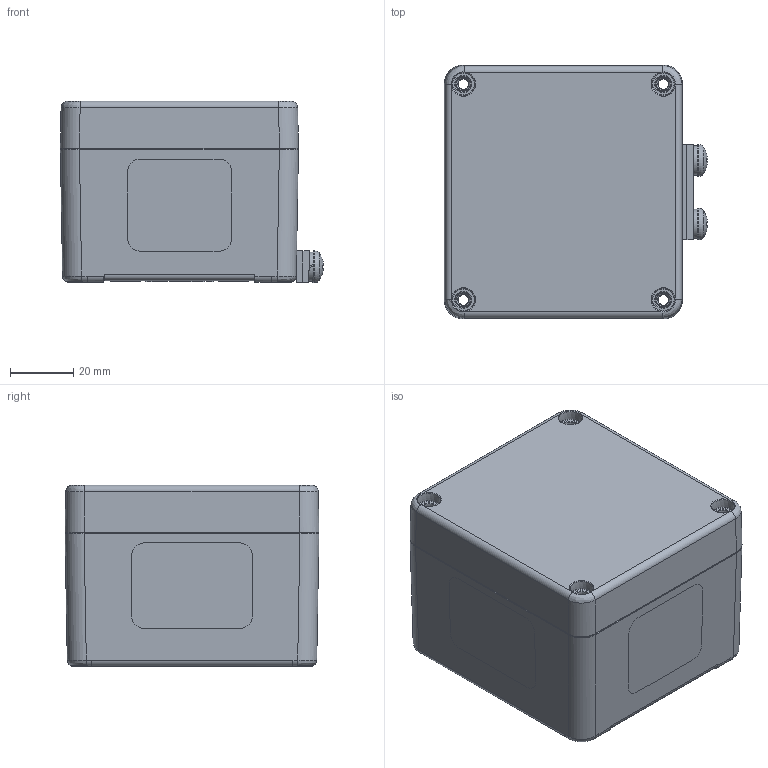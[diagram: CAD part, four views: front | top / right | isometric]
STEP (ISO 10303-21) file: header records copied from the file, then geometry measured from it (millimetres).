
FILE_DESCRIPTION((''),'2;1');
FILE_NAME('MBA Ex- 708055.stp','2011-12-21T14:22:29',('stefan.grimm'),(''),'Autodesk Inventor 2012','Autodesk Inventor 2012','');
FILE_SCHEMA(('AUTOMOTIVE_DESIGN { 1 0 10303 214 1 1 1 1 }'));
Length unit declared in the file: millimetre
Products named in the file (8): MBA Ex- 708055; 0100100902 UT 708055 Aussenerde; 0100100901 OT 708055; Aussenerde m5 2; Aussenerde groß; AS 1968 5; NF EN 28744 - ersetzt durch NF EN ISO 8744 2 x 8; AS 1427 H - Metrisch M5 x 16
Assembly tree (10 placements, depth 3):
  MBA Ex- 708055
    0100100902 UT 708055 Aussenerde
    0100100901 OT 708055
    Aussenerde m5 2
      Aussenerde groß  x2
      AS 1968 5  x2
      NF EN 28744 - ersetzt durch NF EN ISO 8744 2 x 8
      AS 1427 H - Metrisch M5 x 16  x2
Bounding box: 82.94 x 79.99 x 57.13 mm (x, y, z)
Volume: 109004.9 mm3; surface area: 64090.1 mm2
Topology: 9 solids, 9 shells, 1319 faces, 3222 edges, 2001 vertices
Faces by surface type: plane 450, bspline 364, cylinder 241, torus 157, cone 81, sphere 26
Full cylindrical faces by diameter (mm): 2 x3, 3.242 x11, 3.4 x4, 4 x2, 4.134 x2, 4.4 x4, 4.51 x2, 5 x2, 5.5 x4, 7 x1, 7.2 x2, 7.4 x3
Entity records: 51402 total; most frequent: CARTESIAN_POINT 24003, ORIENTED_EDGE 5796, DIRECTION 4889, EDGE_CURVE 2898, VERTEX_POINT 1892, AXIS2_PLACEMENT_3D 1760, EDGE_LOOP 1556, VECTOR 1369
